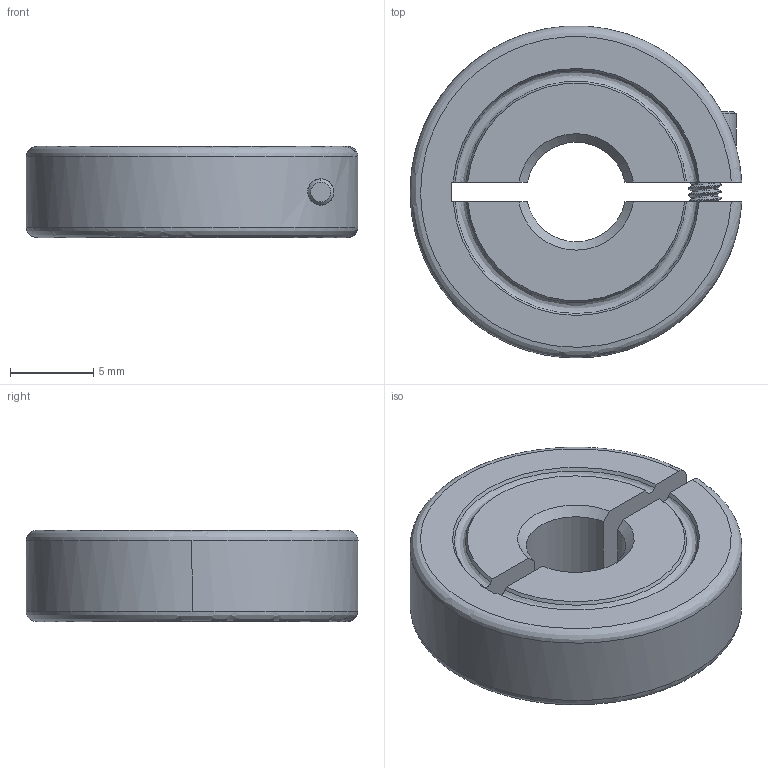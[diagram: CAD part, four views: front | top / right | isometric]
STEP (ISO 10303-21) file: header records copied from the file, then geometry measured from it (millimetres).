
FILE_DESCRIPTION (( 'STEP AP214' ), '1' );
FILE_NAME ('am-3472 6mm Shaft Collar.STEP', '2017-07-21T17:00:54', ( '' ), ( '' ), 'SwSTEP 2.0', 'SolidWorks 2017', '' );
FILE_SCHEMA (( 'AUTOMOTIVE_DESIGN' ));
Length unit declared in the file: inch
Products named in the file (1): am-3472 6mm Shaft Collar
Bounding box: 19.98 x 20 x 5.5 mm (x, y, z)
Volume: 1448.9 mm3; surface area: 1195.8 mm2
Topology: 1 solids, 1 shells, 86 faces, 239 edges, 156 vertices
Faces by surface type: cylinder 41, plane 20, cone 13, bspline 12
Entity records: 8515 total; most frequent: CARTESIAN_POINT 6076, ORIENTED_EDGE 478, DIRECTION 327, EDGE_CURVE 239, VERTEX_POINT 156, AXIS2_PLACEMENT_3D 119, B_SPLINE_CURVE_WITH_KNOTS 103, EDGE_LOOP 91
